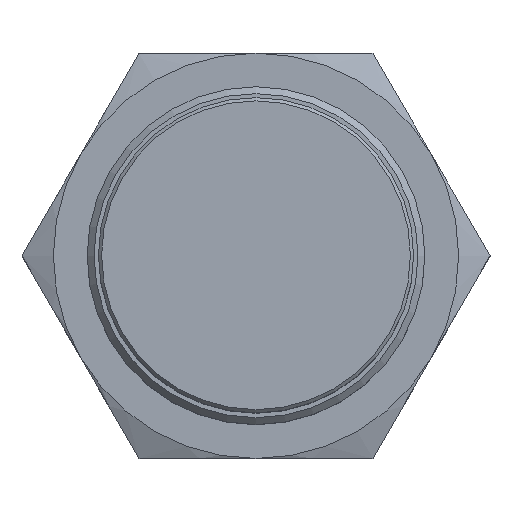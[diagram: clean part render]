
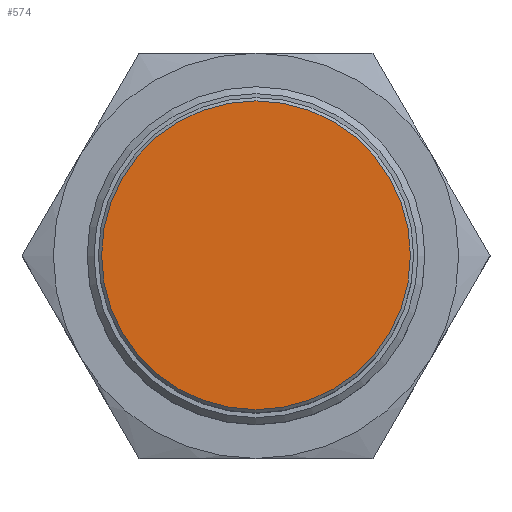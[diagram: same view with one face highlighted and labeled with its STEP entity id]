
A CAD part, top view. The second image highlights one B-rep face of the part: STEP entity #574.
In plain terms, the highlighted face is planar.
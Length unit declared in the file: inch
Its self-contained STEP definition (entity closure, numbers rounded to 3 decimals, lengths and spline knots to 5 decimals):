
#124 = EDGE_CURVE ( 'NONE', #3257, #3257, #5640, .T. ) ;
#169 = PLANE ( 'NONE',  #6391 ) ;
#574 = ADVANCED_FACE ( 'NONE', ( #7882 ), #169, .F. ) ;
#1585 = DIRECTION ( 'NONE',  ( 1., 0., 0. ) ) ;
#1628 = DIRECTION ( 'NONE',  ( 0., -1., 0. ) ) ;
#2929 = DIRECTION ( 'NONE',  ( 0., -1., 0. ) ) ;
#3257 = VERTEX_POINT ( 'NONE', #5953 ) ;
#4019 = AXIS2_PLACEMENT_3D ( 'NONE', #7928, #2929, #1585 ) ;
#4233 = DIRECTION ( 'NONE',  ( 1., 0., 0. ) ) ;
#5640 = CIRCLE ( 'NONE', #4019, 0.54005 ) ;
#5674 = EDGE_LOOP ( 'NONE', ( #7245 ) ) ;
#5953 = CARTESIAN_POINT ( 'NONE',  ( 0.54005, 2.49107, 0. ) ) ;
#6391 = AXIS2_PLACEMENT_3D ( 'NONE', #7744, #1628, #4233 ) ;
#7245 = ORIENTED_EDGE ( 'NONE', *, *, #124, .F. ) ;
#7744 = CARTESIAN_POINT ( 'NONE',  ( 0., 2.49107, 0. ) ) ;
#7882 = FACE_OUTER_BOUND ( 'NONE', #5674, .T. ) ;
#7928 = CARTESIAN_POINT ( 'NONE',  ( 0., 2.49107, 0. ) ) ;
